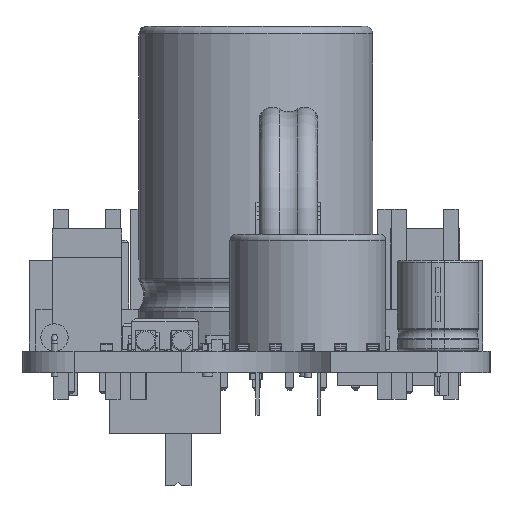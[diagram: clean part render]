
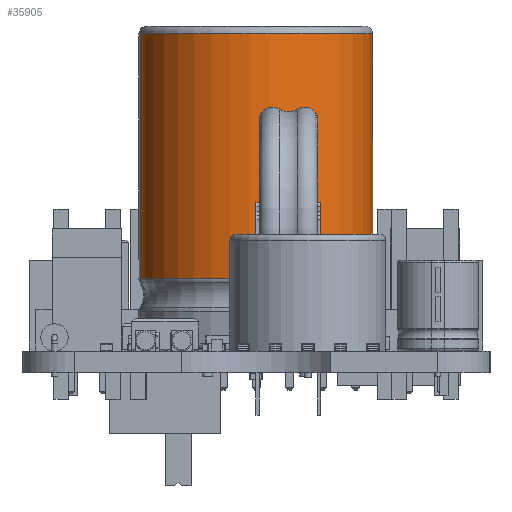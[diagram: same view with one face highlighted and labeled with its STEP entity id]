
A CAD part, left-side view. The second image highlights one B-rep face of the part: STEP entity #35905.
In plain terms, the highlighted cylindrical face has radius 9 mm (diameter 18 mm), a partial arc.
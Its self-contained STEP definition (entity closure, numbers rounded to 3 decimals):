
#4757=FACE_OUTER_BOUND('',#7445,.T.);
#7445=EDGE_LOOP('',(#30372,#30373,#30374,#30375));
#10143=LINE('',#56527,#13654);
#10154=LINE('',#56597,#13665);
#13654=VECTOR('',#46669,1.);
#13665=VECTOR('',#46740,1.);
#16460=CIRCLE('',#39332,9.);
#16461=CIRCLE('',#39334,9.);
#18523=VERTEX_POINT('',#56523);
#18525=VERTEX_POINT('',#56526);
#18546=VERTEX_POINT('',#56577);
#18554=VERTEX_POINT('',#56595);
#22604=EDGE_CURVE('',#18525,#18523,#10143,.T.);
#22640=EDGE_CURVE('',#18546,#18554,#10154,.T.);
#22644=EDGE_CURVE('',#18546,#18523,#16460,.T.);
#22645=EDGE_CURVE('',#18525,#18554,#16461,.T.);
#30372=ORIENTED_EDGE('',*,*,#22604,.T.);
#30373=ORIENTED_EDGE('',*,*,#22644,.F.);
#30374=ORIENTED_EDGE('',*,*,#22640,.T.);
#30375=ORIENTED_EDGE('',*,*,#22645,.F.);
#34676=CYLINDRICAL_SURFACE('',#39333,9.);
#35905=ADVANCED_FACE('',(#4757),#34676,.T.);
#39332=AXIS2_PLACEMENT_3D('',#56606,#46757,#46758);
#39333=AXIS2_PLACEMENT_3D('',#56607,#46759,#46760);
#39334=AXIS2_PLACEMENT_3D('',#56608,#46761,#46762);
#46669=DIRECTION('',(0.,0.,1.));
#46740=DIRECTION('',(0.,0.,-1.));
#46757=DIRECTION('center_axis',(0.,0.,1.));
#46758=DIRECTION('ref_axis',(-1.,0.,0.));
#46759=DIRECTION('center_axis',(0.,0.,1.));
#46760=DIRECTION('ref_axis',(-1.,0.,0.));
#46761=DIRECTION('center_axis',(0.,0.,-1.));
#46762=DIRECTION('ref_axis',(1.,0.,0.));
#56523=CARTESIAN_POINT('',(8.889,-1.408,24.4));
#56526=CARTESIAN_POINT('',(8.889,-1.408,5.564));
#56527=CARTESIAN_POINT('',(8.889,-1.408,12.5));
#56577=CARTESIAN_POINT('',(8.889,1.408,24.4));
#56595=CARTESIAN_POINT('',(8.889,1.408,5.564));
#56597=CARTESIAN_POINT('',(8.889,1.408,12.5));
#56606=CARTESIAN_POINT('Origin',(0.,0.,24.4));
#56607=CARTESIAN_POINT('Origin',(0.,0.,12.5));
#56608=CARTESIAN_POINT('Origin',(0.,0.,5.564));
